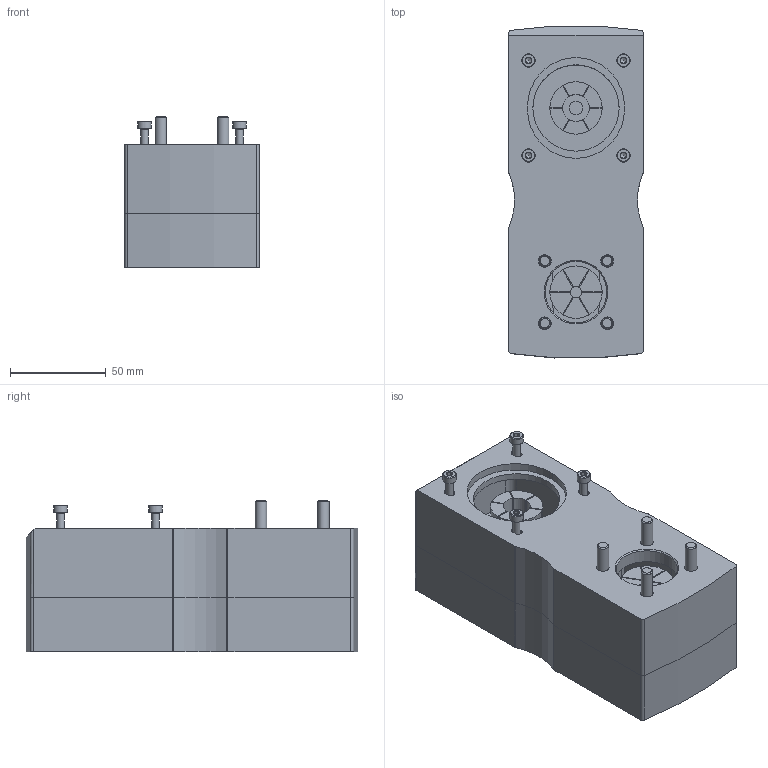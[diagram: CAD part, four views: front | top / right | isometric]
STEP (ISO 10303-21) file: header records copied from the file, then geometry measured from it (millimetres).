
FILE_DESCRIPTION(/* description */ ('STEP AP214'),/* implementation_level */ '2;1');
FILE_NAME(/* name */ '2619586_EAMM-U-70-D32-60P-96',/* time_stamp */ '2024-08-21T09:30:51+02:00',/* author */ ('License CC BY-ND 4.0'),/* organization */ ('CADENAS'),/* preprocessor_version */ 'ST-DEVELOPER v19.3',/* originating_system */ 'PARTsolutions',/* authorisation */ ' ');
FILE_SCHEMA (('AUTOMOTIVE_DESIGN {1 0 10303 214 3 1 1}'));
Length unit declared in the file: millimetre
Products named in the file (9): 2619586 EAMM-U-70-D32-60P-96; 2607473 EAMM-U-70-D32-60P-96---(UT); 2610110 EAMM-U-70-D32-...-173---(OT); ISO-4762 M5x35; DIN 557 - M4; DIN-6912 - M6x18(F); ISO-4762 M4x16; 2429534 EAMH-86-14-C27.3; 2789214 EAMH-86-6-C27.3
Assembly tree (21 placements, depth 2):
  2619586 EAMM-U-70-D32-60P-96
    2607473 EAMM-U-70-D32-60P-96---(UT)
    2610110 EAMM-U-70-D32-...-173---(OT)
    ISO-4762 M5x35  x5
    DIN 557 - M4  x4
    DIN-6912 - M6x18(F)  x4
    ISO-4762 M4x16  x4
    2429534 EAMH-86-14-C27.3
    2789214 EAMH-86-6-C27.3
Bounding box: 70 x 172.95 x 79 mm (x, y, z)
Volume: 436762.3 mm3; surface area: 130115.2 mm2
Topology: 21 solids, 21 shells, 822 faces, 2019 edges, 1278 vertices
Faces by surface type: plane 403, cone 200, cylinder 191, torus 28
Full cylindrical faces by diameter (mm): 3 x4, 3.242 x4, 4 x4, 4.134 x5, 4.917 x4, 5 x5, 5.5 x5, 6 x5, 6.4 x1, 6.6 x4, 6.647 x2, 7 x6, 8.5 x5, 9.5 x2, 10 x9, 11 x4, 14 x1, 14.4 x1, 19 x1, 24 x2, 32 x1, 45 x1
Entity records: 15132 total; most frequent: CARTESIAN_POINT 2960, DIRECTION 2547, ORIENTED_EDGE 2320, EDGE_CURVE 1160, AXIS2_PLACEMENT_3D 1010, VERTEX_POINT 821, FACE_BOUND 675, EDGE_LOOP 661
